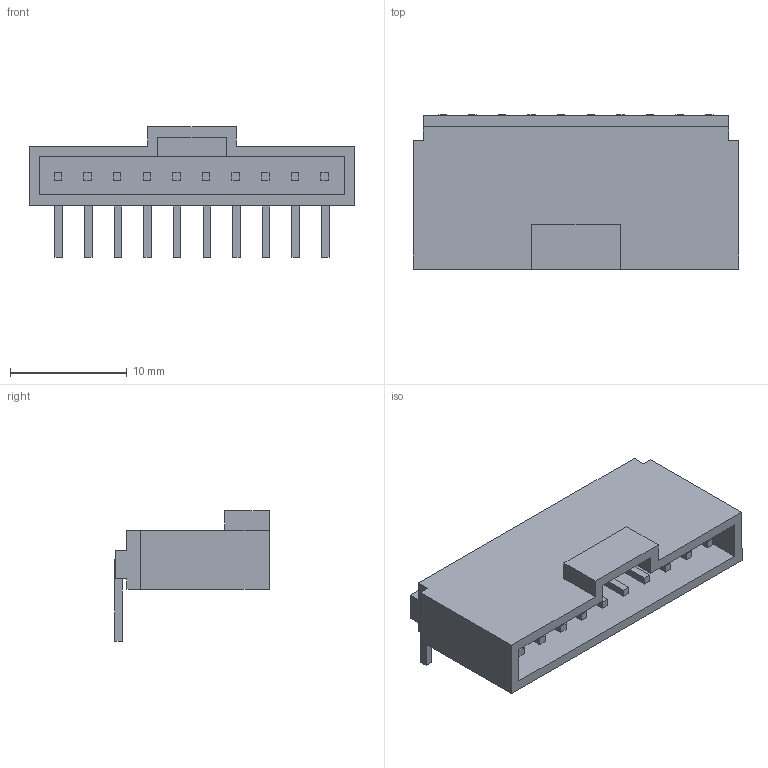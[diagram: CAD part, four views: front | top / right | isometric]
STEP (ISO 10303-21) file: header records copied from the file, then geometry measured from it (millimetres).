
FILE_DESCRIPTION(/* description */ (''),/* implementation_level */ '2;1');
FILE_NAME(/* name */ '406-10-01.stp',/* time_stamp */ '2018-12-25T20:23:02-06:00',/* author */ (''),/* organization */ (''),/* preprocessor_version */ 'ST-DEVELOPER v16.7',/* originating_system */ 'SIEMENS PLM Software NX 12.0',/* authorisation */ '');
FILE_SCHEMA (('AUTOMOTIVE_DESIGN { 1 0 10303 214 3 1 1 1 }'));
Length unit declared in the file: inch
Products named in the file (1): 406-10-01
Bounding box: 27.94 x 13.23 x 11.18 mm (x, y, z)
Volume: 1092.2 mm3; surface area: 2043.2 mm2
Topology: 1 solids, 1 shells, 137 faces, 372 edges, 248 vertices
Faces by surface type: plane 137
Entity records: 5213 total; most frequent: CARTESIAN_POINT 758, ORIENTED_EDGE 744, DIRECTION 648, EDGE_CURVE 372, LINE 372, VECTOR 372, VERTEX_POINT 248, EDGE_LOOP 148
